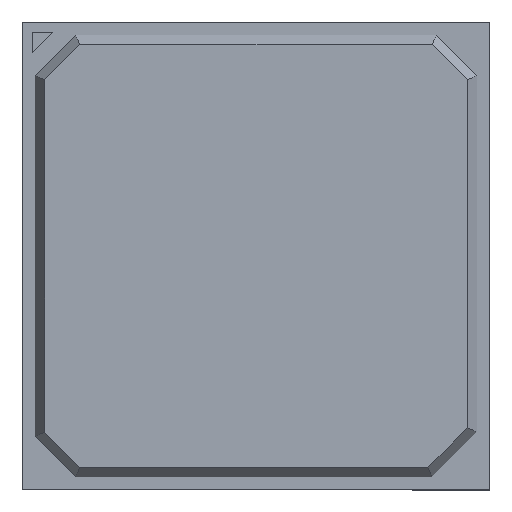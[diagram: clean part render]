
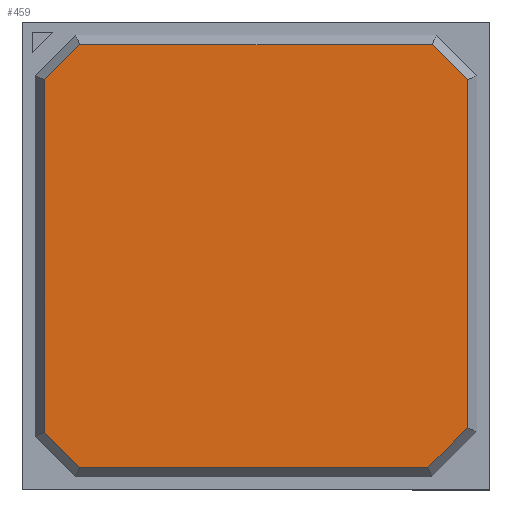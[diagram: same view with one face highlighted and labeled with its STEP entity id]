
A CAD part, top view. The second image highlights one B-rep face of the part: STEP entity #459.
In plain terms, the highlighted planar face has unit normal (0, 0, 1).
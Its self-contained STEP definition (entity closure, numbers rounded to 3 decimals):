
#207=CARTESIAN_POINT('',(-8.659,-10.388,2.));
#208=VERTEX_POINT('',#207);
#215=CARTESIAN_POINT('',(-10.388,-8.659,2.));
#216=VERTEX_POINT('',#215);
#217=CARTESIAN_POINT('',(-8.659,-10.388,2.));
#218=DIRECTION('',(-0.707,0.707,0.));
#219=VECTOR('',#218,2.446);
#220=LINE('',#217,#219);
#221=EDGE_CURVE('',#216,#208,#220,.F.);
#246=CARTESIAN_POINT('',(-10.388,8.659,2.));
#247=VERTEX_POINT('',#246);
#248=CARTESIAN_POINT('',(-10.388,-8.659,2.));
#249=DIRECTION('',(0.0,1.0,0.0));
#250=VECTOR('',#249,17.317);
#251=LINE('',#248,#250);
#252=EDGE_CURVE('',#247,#216,#251,.F.);
#277=CARTESIAN_POINT('',(-8.659,10.388,2.));
#278=VERTEX_POINT('',#277);
#279=CARTESIAN_POINT('',(-10.388,8.659,2.));
#280=DIRECTION('',(0.707,0.707,0.));
#281=VECTOR('',#280,2.446);
#282=LINE('',#279,#281);
#283=EDGE_CURVE('',#278,#247,#282,.F.);
#308=CARTESIAN_POINT('',(8.659,10.388,2.));
#309=VERTEX_POINT('',#308);
#310=CARTESIAN_POINT('',(-8.659,10.388,2.));
#311=DIRECTION('',(1.0,0.0,0.0));
#312=VECTOR('',#311,17.317);
#313=LINE('',#310,#312);
#314=EDGE_CURVE('',#309,#278,#313,.F.);
#339=CARTESIAN_POINT('',(10.388,8.659,2.));
#340=VERTEX_POINT('',#339);
#341=CARTESIAN_POINT('',(8.659,10.388,2.));
#342=DIRECTION('',(0.707,-0.707,0.));
#343=VECTOR('',#342,2.446);
#344=LINE('',#341,#343);
#345=EDGE_CURVE('',#340,#309,#344,.F.);
#369=CARTESIAN_POINT('',(8.446,-10.388,2.));
#370=VERTEX_POINT('',#369);
#377=CARTESIAN_POINT('',(8.446,-10.388,2.));
#378=DIRECTION('',(-1.0,0.0,0.0));
#379=VECTOR('',#378,17.105);
#380=LINE('',#377,#379);
#381=EDGE_CURVE('',#208,#370,#380,.F.);
#401=CARTESIAN_POINT('',(10.388,-8.446,2.));
#402=VERTEX_POINT('',#401);
#403=CARTESIAN_POINT('',(10.388,8.659,2.));
#404=DIRECTION('',(0.0,-1.0,0.0));
#405=VECTOR('',#404,17.105);
#406=LINE('',#403,#405);
#407=EDGE_CURVE('',#402,#340,#406,.F.);
#439=CARTESIAN_POINT('',(11.5,13.5,2.));
#440=DIRECTION('',(0.0,0.0,-1.0));
#441=DIRECTION('',(0.0,-1.0,0.0));
#442=AXIS2_PLACEMENT_3D('',#439,#440,#441);
#443=PLANE('',#442);
#444=ORIENTED_EDGE('',*,*,#407,.T.);
#445=ORIENTED_EDGE('',*,*,#345,.T.);
#446=ORIENTED_EDGE('',*,*,#314,.T.);
#447=ORIENTED_EDGE('',*,*,#283,.T.);
#448=ORIENTED_EDGE('',*,*,#252,.T.);
#449=ORIENTED_EDGE('',*,*,#221,.T.);
#450=ORIENTED_EDGE('',*,*,#381,.T.);
#451=CARTESIAN_POINT('',(10.388,-8.446,2.));
#452=DIRECTION('',(-0.707,-0.707,0.));
#453=VECTOR('',#452,2.746);
#454=LINE('',#451,#453);
#455=EDGE_CURVE('',#370,#402,#454,.F.);
#456=ORIENTED_EDGE('',*,*,#455,.T.);
#457=EDGE_LOOP('',(#444,#445,#446,#447,#448,#449,#450,#456));
#458=FACE_OUTER_BOUND('',#457,.T.);
#459=ADVANCED_FACE('',(#458),#443,.F.);
